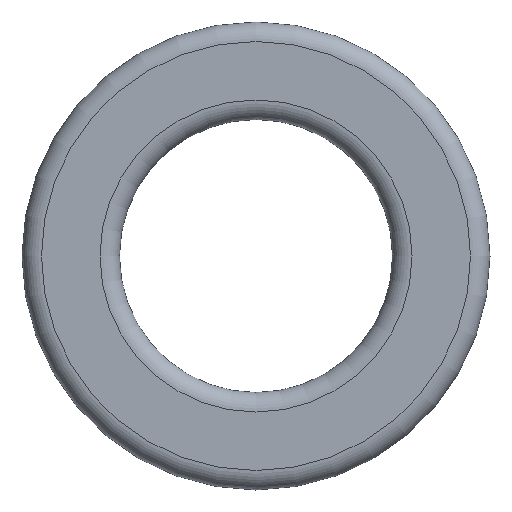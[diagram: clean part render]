
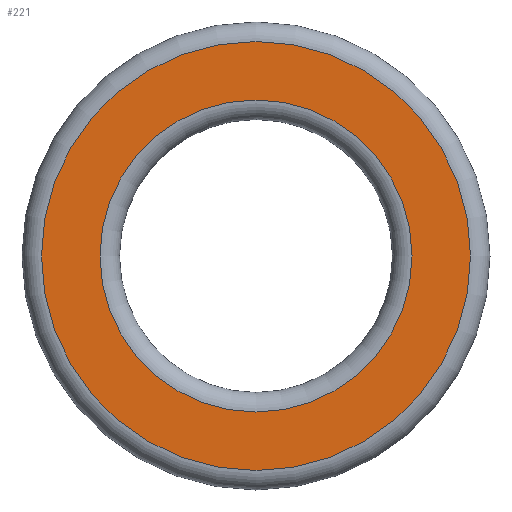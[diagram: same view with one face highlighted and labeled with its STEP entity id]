
A CAD part, front view. The second image highlights one B-rep face of the part: STEP entity #221.
In plain terms, the highlighted planar face has unit normal (0, -1, 0).
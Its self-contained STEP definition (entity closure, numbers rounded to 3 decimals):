
#94 = TOROIDAL_SURFACE('',#95,8.,1.);
#95 = AXIS2_PLACEMENT_3D('',#96,#97,#98);
#96 = CARTESIAN_POINT('',(0.,-3.,0.));
#97 = DIRECTION('',(0.,1.,0.));
#98 = DIRECTION('',(1.,0.,0.));
#110 = VERTEX_POINT('',#111);
#111 = CARTESIAN_POINT('',(8.,-4.,0.));
#135 = EDGE_CURVE('',#110,#110,#136,.T.);
#136 = SURFACE_CURVE('',#137,(#142,#149),.PCURVE_S1.);
#137 = CIRCLE('',#138,8.);
#138 = AXIS2_PLACEMENT_3D('',#139,#140,#141);
#139 = CARTESIAN_POINT('',(0.,-4.,0.));
#140 = DIRECTION('',(0.,-1.,0.));
#141 = DIRECTION('',(1.,0.,0.));
#142 = PCURVE('',#94,#143);
#143 = DEFINITIONAL_REPRESENTATION('',(#144),#148);
#144 = LINE('',#145,#146);
#145 = CARTESIAN_POINT('',(-0.,4.712));
#146 = VECTOR('',#147,1.);
#147 = DIRECTION('',(-1.,0.));
#148 = ( GEOMETRIC_REPRESENTATION_CONTEXT(2) 
PARAMETRIC_REPRESENTATION_CONTEXT() REPRESENTATION_CONTEXT('2D SPACE',''
  ) );
#149 = PCURVE('',#150,#155);
#150 = PLANE('',#151);
#151 = AXIS2_PLACEMENT_3D('',#152,#153,#154);
#152 = CARTESIAN_POINT('',(0.,-4.,0.));
#153 = DIRECTION('',(0.,1.,0.));
#154 = DIRECTION('',(-1.,0.,0.));
#155 = DEFINITIONAL_REPRESENTATION('',(#156),#164);
#156 = ( BOUNDED_CURVE() B_SPLINE_CURVE(2,(#157,#158,#159,#160,#161,#162
,#163),.UNSPECIFIED.,.T.,.F.) B_SPLINE_CURVE_WITH_KNOTS((1,2,2,2,2,1),(
    -2.094,0.,2.094,4.189,6.283,
8.378),.UNSPECIFIED.) CURVE() GEOMETRIC_REPRESENTATION_ITEM() 
RATIONAL_B_SPLINE_CURVE((1.,0.5,1.,0.5,1.,0.5,1.)) REPRESENTATION_ITEM(
  '') );
#157 = CARTESIAN_POINT('',(-8.,0.));
#158 = CARTESIAN_POINT('',(-8.,13.856));
#159 = CARTESIAN_POINT('',(4.,6.928));
#160 = CARTESIAN_POINT('',(16.,0.));
#161 = CARTESIAN_POINT('',(4.,-6.928));
#162 = CARTESIAN_POINT('',(-8.,-13.856));
#163 = CARTESIAN_POINT('',(-8.,0.));
#164 = ( GEOMETRIC_REPRESENTATION_CONTEXT(2) 
PARAMETRIC_REPRESENTATION_CONTEXT() REPRESENTATION_CONTEXT('2D SPACE',''
  ) );
#221 = ADVANCED_FACE('',(#222,#225),#150,.F.);
#222 = FACE_BOUND('',#223,.F.);
#223 = EDGE_LOOP('',(#224));
#224 = ORIENTED_EDGE('',*,*,#135,.T.);
#225 = FACE_BOUND('',#226,.F.);
#226 = EDGE_LOOP('',(#227));
#227 = ORIENTED_EDGE('',*,*,#228,.F.);
#228 = EDGE_CURVE('',#229,#229,#231,.T.);
#229 = VERTEX_POINT('',#230);
#230 = CARTESIAN_POINT('',(11.,-4.,0.));
#231 = SURFACE_CURVE('',#232,(#237,#248),.PCURVE_S1.);
#232 = CIRCLE('',#233,11.);
#233 = AXIS2_PLACEMENT_3D('',#234,#235,#236);
#234 = CARTESIAN_POINT('',(0.,-4.,0.));
#235 = DIRECTION('',(0.,-1.,0.));
#236 = DIRECTION('',(1.,0.,0.));
#237 = PCURVE('',#150,#238);
#238 = DEFINITIONAL_REPRESENTATION('',(#239),#247);
#239 = ( BOUNDED_CURVE() B_SPLINE_CURVE(2,(#240,#241,#242,#243,#244,#245
,#246),.UNSPECIFIED.,.T.,.F.) B_SPLINE_CURVE_WITH_KNOTS((1,2,2,2,2,1),(
    -2.094,0.,2.094,4.189,6.283,
8.378),.UNSPECIFIED.) CURVE() GEOMETRIC_REPRESENTATION_ITEM() 
RATIONAL_B_SPLINE_CURVE((1.,0.5,1.,0.5,1.,0.5,1.)) REPRESENTATION_ITEM(
  '') );
#240 = CARTESIAN_POINT('',(-11.,0.));
#241 = CARTESIAN_POINT('',(-11.,19.053));
#242 = CARTESIAN_POINT('',(5.5,9.526));
#243 = CARTESIAN_POINT('',(22.,0.));
#244 = CARTESIAN_POINT('',(5.5,-9.526));
#245 = CARTESIAN_POINT('',(-11.,-19.053));
#246 = CARTESIAN_POINT('',(-11.,0.));
#247 = ( GEOMETRIC_REPRESENTATION_CONTEXT(2) 
PARAMETRIC_REPRESENTATION_CONTEXT() REPRESENTATION_CONTEXT('2D SPACE',''
  ) );
#248 = PCURVE('',#249,#254);
#249 = TOROIDAL_SURFACE('',#250,11.,1.);
#250 = AXIS2_PLACEMENT_3D('',#251,#252,#253);
#251 = CARTESIAN_POINT('',(0.,-3.,0.));
#252 = DIRECTION('',(0.,1.,0.));
#253 = DIRECTION('',(1.,0.,0.));
#254 = DEFINITIONAL_REPRESENTATION('',(#255),#259);
#255 = LINE('',#256,#257);
#256 = CARTESIAN_POINT('',(-0.,4.712));
#257 = VECTOR('',#258,1.);
#258 = DIRECTION('',(-1.,0.));
#259 = ( GEOMETRIC_REPRESENTATION_CONTEXT(2) 
PARAMETRIC_REPRESENTATION_CONTEXT() REPRESENTATION_CONTEXT('2D SPACE',''
  ) );
